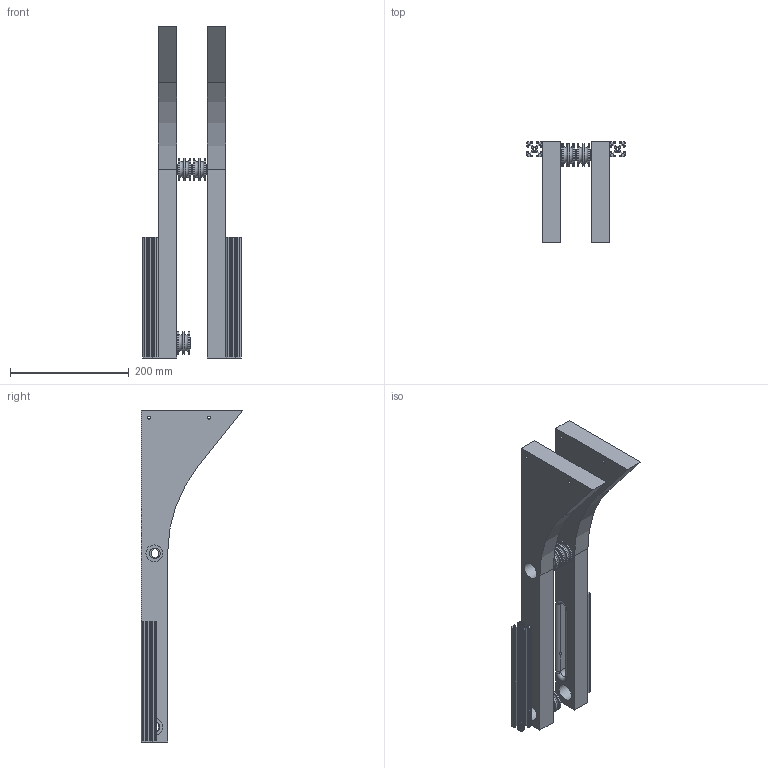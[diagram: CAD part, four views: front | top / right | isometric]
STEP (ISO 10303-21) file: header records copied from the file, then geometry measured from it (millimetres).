
FILE_DESCRIPTION(/* description */ (''),/* implementation_level */ '2;1');
FILE_NAME(/* name */ 'Solid Curve 3D Print v21.step',/* time_stamp */ '2020-01-26T20:04:27-08:00',/* author */ (''),/* organization */ (''),/* preprocessor_version */ 'ST-DEVELOPER v18',/* originating_system */ 'Autodesk Translation Framework v8.12.0.6',/* authorisation */ '');
FILE_SCHEMA (('AUTOMOTIVE_DESIGN { 1 0 10303 214 3 1 1 }'));
Length unit declared in the file: inch
Products named in the file (5): Solid Curve 3D Print; 80/20 1010 x 8; RIGHT Bottom Part 1; LEFT Bottom Part 1; Polycord Roller WCP-0097 Rev1
Assembly tree (7 placements, depth 2):
  Solid Curve 3D Print
    80/20 1010 x 8  x2
    Polycord Roller WCP-0097 Rev1  x3
    RIGHT Bottom Part 1
    LEFT Bottom Part 1
Bounding box: 165.1 x 170.88 x 558.8 mm (x, y, z)
Volume: 2224148.1 mm3; surface area: 366222.5 mm2
Topology: 7 solids, 7 shells, 320 faces, 895 edges, 605 vertices
Faces by surface type: plane 161, cylinder 145, torus 14
Full cylindrical faces by diameter (mm): 5.156 x3, 5.159 x3, 5.207 x2, 17.78 x6, 28.575 x4, 38.1 x9
Entity records: 6119 total; most frequent: DIRECTION 1082, CARTESIAN_POINT 1080, ORIENTED_EDGE 1002, EDGE_CURVE 501, AXIS2_PLACEMENT_3D 396, VERTEX_POINT 334, LINE 290, VECTOR 290
